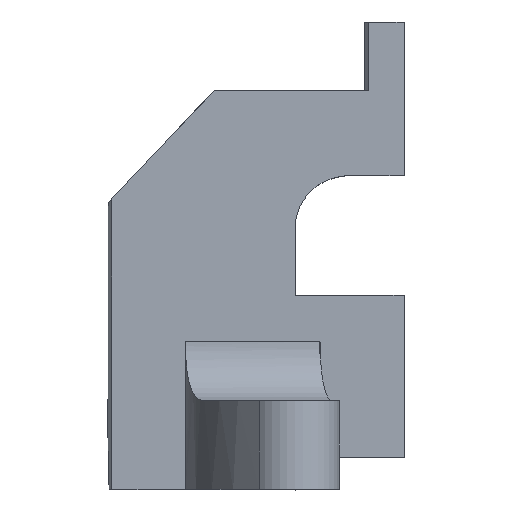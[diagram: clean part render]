
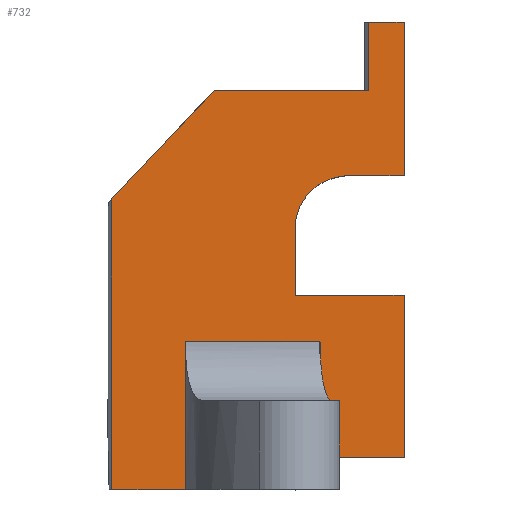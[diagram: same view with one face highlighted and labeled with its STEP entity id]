
A CAD part, top view. The second image highlights one B-rep face of the part: STEP entity #732.
In plain terms, the highlighted planar face has unit normal (0, 0, 1).
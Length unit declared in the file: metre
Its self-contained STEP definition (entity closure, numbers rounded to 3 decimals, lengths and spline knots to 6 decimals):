
#52=B_SPLINE_CURVE_WITH_KNOTS('',3,(#1123,#1124,#1125,#1126,#1127),
 .UNSPECIFIED.,.F.,.F.,(4,1,4),(0.019652,0.022097,0.024542),
 .UNSPECIFIED.);
#66=PLANE('',#788);
#87=LINE('',#1091,#145);
#91=LINE('',#1101,#149);
#92=LINE('',#1104,#150);
#93=LINE('',#1105,#151);
#94=LINE('',#1107,#152);
#95=LINE('',#1109,#153);
#96=LINE('',#1111,#154);
#97=LINE('',#1113,#155);
#98=LINE('',#1115,#156);
#99=LINE('',#1117,#157);
#100=LINE('',#1119,#158);
#101=LINE('',#1121,#159);
#102=LINE('',#1129,#160);
#103=LINE('',#1131,#161);
#104=LINE('',#1133,#162);
#145=VECTOR('',#875,1.);
#149=VECTOR('',#883,1.);
#150=VECTOR('',#884,1.);
#151=VECTOR('',#885,1.);
#152=VECTOR('',#886,1.);
#153=VECTOR('',#887,1.);
#154=VECTOR('',#888,1.);
#155=VECTOR('',#889,1.);
#156=VECTOR('',#890,1.);
#157=VECTOR('',#891,1.);
#158=VECTOR('',#892,1.);
#159=VECTOR('',#893,1.);
#160=VECTOR('',#894,1.);
#161=VECTOR('',#895,1.);
#162=VECTOR('',#896,1.);
#211=ORIENTED_EDGE('',*,*,#431,.T.);
#212=ORIENTED_EDGE('',*,*,#432,.T.);
#213=ORIENTED_EDGE('',*,*,#426,.T.);
#214=ORIENTED_EDGE('',*,*,#433,.T.);
#215=ORIENTED_EDGE('',*,*,#434,.T.);
#216=ORIENTED_EDGE('',*,*,#435,.F.);
#217=ORIENTED_EDGE('',*,*,#436,.T.);
#218=ORIENTED_EDGE('',*,*,#437,.T.);
#219=ORIENTED_EDGE('',*,*,#438,.T.);
#220=ORIENTED_EDGE('',*,*,#439,.T.);
#221=ORIENTED_EDGE('',*,*,#440,.T.);
#222=ORIENTED_EDGE('',*,*,#441,.T.);
#223=ORIENTED_EDGE('',*,*,#442,.T.);
#224=ORIENTED_EDGE('',*,*,#443,.T.);
#225=ORIENTED_EDGE('',*,*,#444,.T.);
#226=ORIENTED_EDGE('',*,*,#445,.T.);
#426=EDGE_CURVE('',#537,#536,#87,.T.);
#431=EDGE_CURVE('',#541,#542,#91,.F.);
#432=EDGE_CURVE('',#542,#537,#92,.T.);
#433=EDGE_CURVE('',#536,#543,#93,.T.);
#434=EDGE_CURVE('',#543,#544,#94,.T.);
#435=EDGE_CURVE('',#545,#544,#95,.T.);
#436=EDGE_CURVE('',#545,#546,#96,.T.);
#437=EDGE_CURVE('',#546,#547,#97,.T.);
#438=EDGE_CURVE('',#547,#548,#98,.T.);
#439=EDGE_CURVE('',#548,#549,#99,.F.);
#440=EDGE_CURVE('',#549,#550,#100,.T.);
#441=EDGE_CURVE('',#550,#551,#101,.F.);
#442=EDGE_CURVE('',#551,#552,#52,.T.);
#443=EDGE_CURVE('',#552,#553,#102,.T.);
#444=EDGE_CURVE('',#553,#554,#103,.F.);
#445=EDGE_CURVE('',#554,#541,#104,.T.);
#536=VERTEX_POINT('',#1090);
#537=VERTEX_POINT('',#1092);
#541=VERTEX_POINT('',#1102);
#542=VERTEX_POINT('',#1103);
#543=VERTEX_POINT('',#1106);
#544=VERTEX_POINT('',#1108);
#545=VERTEX_POINT('',#1110);
#546=VERTEX_POINT('',#1112);
#547=VERTEX_POINT('',#1114);
#548=VERTEX_POINT('',#1116);
#549=VERTEX_POINT('',#1118);
#550=VERTEX_POINT('',#1120);
#551=VERTEX_POINT('',#1122);
#552=VERTEX_POINT('',#1128);
#553=VERTEX_POINT('',#1130);
#554=VERTEX_POINT('',#1132);
#615=EDGE_LOOP('',(#211,#212,#213,#214,#215,#216,#217,#218,#219,#220,#221,
#222,#223,#224,#225,#226));
#664=FACE_BOUND('',#615,.T.);
#732=ADVANCED_FACE('',(#664),#66,.T.);
#788=AXIS2_PLACEMENT_3D('',#1100,#881,#882);
#875=DIRECTION('',(-0.687,-0.726,0.));
#881=DIRECTION('',(0.,0.,1.));
#882=DIRECTION('',(1.,0.,0.));
#883=DIRECTION('',(0.,1.,0.));
#884=DIRECTION('',(-1.,0.,0.));
#885=DIRECTION('',(0.,-1.,0.));
#886=DIRECTION('',(1.,0.,0.));
#887=DIRECTION('',(0.,-1.,0.));
#888=DIRECTION('',(1.,0.,0.));
#889=DIRECTION('',(0.,-1.,0.));
#890=DIRECTION('',(1.,0.,0.));
#891=DIRECTION('',(0.,-1.,0.));
#892=DIRECTION('',(-1.,0.,0.));
#893=DIRECTION('',(0.,-1.,0.));
#894=DIRECTION('',(1.,0.,0.));
#895=DIRECTION('',(0.,-1.,0.));
#896=DIRECTION('',(-1.,0.,0.));
#1090=CARTESIAN_POINT('',(-0.019774,-0.010361,0.003));
#1091=CARTESIAN_POINT('',(-0.009973,0.,0.003));
#1092=CARTESIAN_POINT('',(-0.013757,-0.004,0.003));
#1100=CARTESIAN_POINT('',(0.,0.,0.003));
#1101=CARTESIAN_POINT('',(-0.004716,-0.004,0.003));
#1102=CARTESIAN_POINT('',(-0.004716,0.,0.003));
#1103=CARTESIAN_POINT('',(-0.004716,-0.004,0.003));
#1104=CARTESIAN_POINT('',(0.,-0.004,0.003));
#1105=CARTESIAN_POINT('',(-0.019774,-0.046745,0.003));
#1106=CARTESIAN_POINT('',(-0.019774,-0.0274,0.003));
#1107=CARTESIAN_POINT('',(-0.035892,-0.0274,0.003));
#1108=CARTESIAN_POINT('',(-0.015462,-0.0274,0.003));
#1109=CARTESIAN_POINT('',(-0.015462,-0.0222,0.003));
#1110=CARTESIAN_POINT('',(-0.015462,-0.0187,0.003));
#1111=CARTESIAN_POINT('',(0.,-0.0187,0.003));
#1112=CARTESIAN_POINT('',(-0.007572,-0.0187,0.003));
#1113=CARTESIAN_POINT('',(-0.007572,-0.018086,0.003));
#1114=CARTESIAN_POINT('',(-0.007572,-0.0255,0.003));
#1115=CARTESIAN_POINT('',(0.,-0.0255,0.003));
#1116=CARTESIAN_POINT('',(-0.002646,-0.0255,0.003));
#1117=CARTESIAN_POINT('',(-0.002646,-0.046745,0.003));
#1118=CARTESIAN_POINT('',(-0.002646,-0.016,0.003));
#1119=CARTESIAN_POINT('',(0.,-0.016,0.003));
#1120=CARTESIAN_POINT('',(-0.009014,-0.016,0.003));
#1121=CARTESIAN_POINT('',(-0.009014,-0.046745,0.003));
#1122=CARTESIAN_POINT('',(-0.009014,-0.012,0.003));
#1123=CARTESIAN_POINT('',(-0.009014,-0.012,0.003));
#1124=CARTESIAN_POINT('',(-0.009014,-0.011173,0.003));
#1125=CARTESIAN_POINT('',(-0.008246,-0.009564,0.003));
#1126=CARTESIAN_POINT('',(-0.006589,-0.009,0.003));
#1127=CARTESIAN_POINT('',(-0.005766,-0.009,0.003));
#1128=CARTESIAN_POINT('',(-0.005766,-0.009,0.003));
#1129=CARTESIAN_POINT('',(0.,-0.009,0.003));
#1130=CARTESIAN_POINT('',(-0.002646,-0.009,0.003));
#1131=CARTESIAN_POINT('',(-0.002646,-0.046745,0.003));
#1132=CARTESIAN_POINT('',(-0.002646,0.,0.003));
#1133=CARTESIAN_POINT('',(-0.002,0.,0.003));
